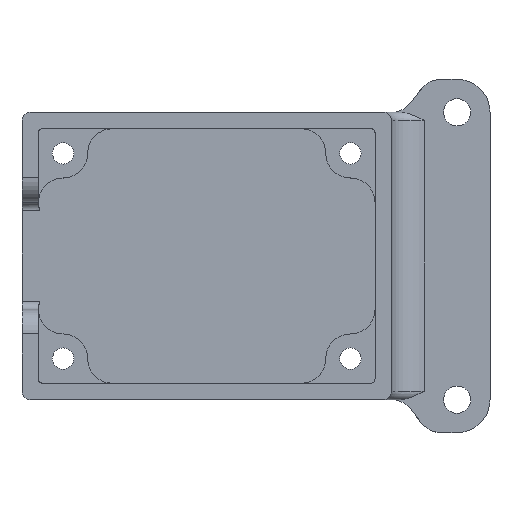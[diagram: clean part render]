
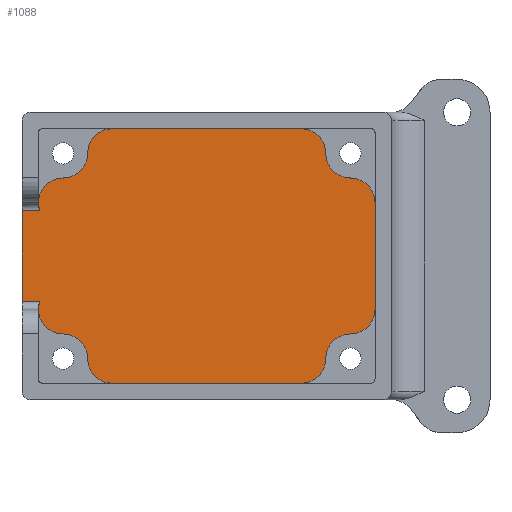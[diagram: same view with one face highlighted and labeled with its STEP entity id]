
A CAD part, top view. The second image highlights one B-rep face of the part: STEP entity #1088.
In plain terms, the highlighted planar face has unit normal (0, 0, 1).
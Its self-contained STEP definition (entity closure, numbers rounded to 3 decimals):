
#35=PLANE('',#1162);
#58=FACE_OUTER_BOUND('',#117,.T.);
#117=EDGE_LOOP('',(#724,#725,#726,#727,#728,#729,#730,#731,#732,#733,#734,
#735,#736,#737,#738,#739,#740,#741));
#188=CIRCLE('',#1163,3.);
#189=CIRCLE('',#1164,3.);
#190=CIRCLE('',#1165,3.);
#191=CIRCLE('',#1166,3.);
#192=CIRCLE('',#1167,3.);
#193=CIRCLE('',#1168,3.);
#194=CIRCLE('',#1169,3.);
#195=CIRCLE('',#1170,3.);
#196=CIRCLE('',#1171,3.);
#197=CIRCLE('',#1172,3.);
#198=CIRCLE('',#1173,3.);
#199=CIRCLE('',#1174,3.);
#253=LINE('',#1639,#346);
#255=LINE('',#1651,#348);
#256=LINE('',#1659,#349);
#257=LINE('',#1667,#350);
#258=LINE('',#1675,#351);
#259=LINE('',#1676,#352);
#346=VECTOR('',#1287,10.);
#348=VECTOR('',#1299,10.);
#349=VECTOR('',#1306,10.);
#350=VECTOR('',#1313,10.);
#351=VECTOR('',#1320,10.);
#352=VECTOR('',#1321,10.);
#444=VERTEX_POINT('',#1627);
#445=VERTEX_POINT('',#1638);
#447=VERTEX_POINT('',#1644);
#448=VERTEX_POINT('',#1646);
#449=VERTEX_POINT('',#1648);
#450=VERTEX_POINT('',#1650);
#451=VERTEX_POINT('',#1652);
#452=VERTEX_POINT('',#1654);
#453=VERTEX_POINT('',#1656);
#454=VERTEX_POINT('',#1658);
#455=VERTEX_POINT('',#1660);
#456=VERTEX_POINT('',#1662);
#457=VERTEX_POINT('',#1664);
#458=VERTEX_POINT('',#1666);
#459=VERTEX_POINT('',#1668);
#460=VERTEX_POINT('',#1670);
#461=VERTEX_POINT('',#1672);
#462=VERTEX_POINT('',#1674);
#554=EDGE_CURVE('',#444,#445,#253,.T.);
#557=EDGE_CURVE('',#444,#447,#188,.T.);
#558=EDGE_CURVE('',#447,#448,#189,.T.);
#559=EDGE_CURVE('',#448,#449,#190,.T.);
#560=EDGE_CURVE('',#449,#450,#255,.T.);
#561=EDGE_CURVE('',#450,#451,#191,.T.);
#562=EDGE_CURVE('',#451,#452,#192,.T.);
#563=EDGE_CURVE('',#452,#453,#193,.T.);
#564=EDGE_CURVE('',#453,#454,#256,.T.);
#565=EDGE_CURVE('',#454,#455,#194,.T.);
#566=EDGE_CURVE('',#455,#456,#195,.T.);
#567=EDGE_CURVE('',#456,#457,#196,.T.);
#568=EDGE_CURVE('',#457,#458,#257,.T.);
#569=EDGE_CURVE('',#458,#459,#197,.T.);
#570=EDGE_CURVE('',#459,#460,#198,.T.);
#571=EDGE_CURVE('',#460,#461,#199,.T.);
#572=EDGE_CURVE('',#462,#461,#258,.T.);
#573=EDGE_CURVE('',#445,#462,#259,.T.);
#724=ORIENTED_EDGE('',*,*,#554,.F.);
#725=ORIENTED_EDGE('',*,*,#557,.T.);
#726=ORIENTED_EDGE('',*,*,#558,.T.);
#727=ORIENTED_EDGE('',*,*,#559,.T.);
#728=ORIENTED_EDGE('',*,*,#560,.T.);
#729=ORIENTED_EDGE('',*,*,#561,.T.);
#730=ORIENTED_EDGE('',*,*,#562,.T.);
#731=ORIENTED_EDGE('',*,*,#563,.T.);
#732=ORIENTED_EDGE('',*,*,#564,.T.);
#733=ORIENTED_EDGE('',*,*,#565,.T.);
#734=ORIENTED_EDGE('',*,*,#566,.T.);
#735=ORIENTED_EDGE('',*,*,#567,.T.);
#736=ORIENTED_EDGE('',*,*,#568,.T.);
#737=ORIENTED_EDGE('',*,*,#569,.T.);
#738=ORIENTED_EDGE('',*,*,#570,.T.);
#739=ORIENTED_EDGE('',*,*,#571,.T.);
#740=ORIENTED_EDGE('',*,*,#572,.F.);
#741=ORIENTED_EDGE('',*,*,#573,.F.);
#1088=ADVANCED_FACE('',(#58),#35,.T.);
#1162=AXIS2_PLACEMENT_3D('',#1643,#1291,#1292);
#1163=AXIS2_PLACEMENT_3D('',#1645,#1293,#1294);
#1164=AXIS2_PLACEMENT_3D('',#1647,#1295,#1296);
#1165=AXIS2_PLACEMENT_3D('',#1649,#1297,#1298);
#1166=AXIS2_PLACEMENT_3D('',#1653,#1300,#1301);
#1167=AXIS2_PLACEMENT_3D('',#1655,#1302,#1303);
#1168=AXIS2_PLACEMENT_3D('',#1657,#1304,#1305);
#1169=AXIS2_PLACEMENT_3D('',#1661,#1307,#1308);
#1170=AXIS2_PLACEMENT_3D('',#1663,#1309,#1310);
#1171=AXIS2_PLACEMENT_3D('',#1665,#1311,#1312);
#1172=AXIS2_PLACEMENT_3D('',#1669,#1314,#1315);
#1173=AXIS2_PLACEMENT_3D('',#1671,#1316,#1317);
#1174=AXIS2_PLACEMENT_3D('',#1673,#1318,#1319);
#1287=DIRECTION('',(-1.,0.,0.));
#1291=DIRECTION('center_axis',(0.,0.,1.));
#1292=DIRECTION('ref_axis',(0.,-1.,0.));
#1293=DIRECTION('center_axis',(0.,0.,1.));
#1294=DIRECTION('ref_axis',(-1.,0.,0.));
#1295=DIRECTION('center_axis',(0.,0.,-1.));
#1296=DIRECTION('ref_axis',(1.,0.,0.));
#1297=DIRECTION('center_axis',(0.,0.,1.));
#1298=DIRECTION('ref_axis',(-1.,0.,0.));
#1299=DIRECTION('',(1.,0.,0.));
#1300=DIRECTION('center_axis',(0.,0.,1.));
#1301=DIRECTION('ref_axis',(0.,-1.,0.));
#1302=DIRECTION('center_axis',(0.,0.,-1.));
#1303=DIRECTION('ref_axis',(0.,1.,0.));
#1304=DIRECTION('center_axis',(0.,0.,1.));
#1305=DIRECTION('ref_axis',(0.,-1.,0.));
#1306=DIRECTION('',(0.,1.,0.));
#1307=DIRECTION('center_axis',(0.,0.,1.));
#1308=DIRECTION('ref_axis',(1.,0.,0.));
#1309=DIRECTION('center_axis',(0.,0.,-1.));
#1310=DIRECTION('ref_axis',(-1.,0.,0.));
#1311=DIRECTION('center_axis',(0.,0.,1.));
#1312=DIRECTION('ref_axis',(1.,0.,0.));
#1313=DIRECTION('',(-1.,0.,0.));
#1314=DIRECTION('center_axis',(0.,0.,1.));
#1315=DIRECTION('ref_axis',(0.,1.,0.));
#1316=DIRECTION('center_axis',(0.,0.,-1.));
#1317=DIRECTION('ref_axis',(0.,-1.,0.));
#1318=DIRECTION('center_axis',(0.,0.,1.));
#1319=DIRECTION('ref_axis',(0.,1.,0.));
#1320=DIRECTION('',(1.,0.,0.));
#1321=DIRECTION('',(0.,1.,0.));
#1627=CARTESIAN_POINT('',(-26.828,-5.5,-9.));
#1638=CARTESIAN_POINT('',(-29.,-5.5,-9.));
#1639=CARTESIAN_POINT('',(-17.75,-5.5,-9.));
#1643=CARTESIAN_POINT('Origin',(-6.5,0.,-9.));
#1644=CARTESIAN_POINT('',(-24.,-9.5,-9.));
#1645=CARTESIAN_POINT('Origin',(-24.,-6.5,-9.));
#1646=CARTESIAN_POINT('',(-21.,-12.5,-9.));
#1647=CARTESIAN_POINT('Origin',(-24.,-12.5,-9.));
#1648=CARTESIAN_POINT('',(-18.,-15.5,-9.));
#1649=CARTESIAN_POINT('Origin',(-18.,-12.5,-9.));
#1650=CARTESIAN_POINT('',(5.,-15.5,-9.));
#1651=CARTESIAN_POINT('',(14.,-15.5,-9.));
#1652=CARTESIAN_POINT('',(8.,-12.5,-9.));
#1653=CARTESIAN_POINT('Origin',(5.,-12.5,-9.));
#1654=CARTESIAN_POINT('',(11.,-9.5,-9.));
#1655=CARTESIAN_POINT('Origin',(11.,-12.5,-9.));
#1656=CARTESIAN_POINT('',(14.,-6.5,-9.));
#1657=CARTESIAN_POINT('Origin',(11.,-6.5,-9.));
#1658=CARTESIAN_POINT('',(14.,6.5,-9.));
#1659=CARTESIAN_POINT('',(14.,15.5,-9.));
#1660=CARTESIAN_POINT('',(11.,9.5,-9.));
#1661=CARTESIAN_POINT('Origin',(11.,6.5,-9.));
#1662=CARTESIAN_POINT('',(8.,12.5,-9.));
#1663=CARTESIAN_POINT('Origin',(11.,12.5,-9.));
#1664=CARTESIAN_POINT('',(5.,15.5,-9.));
#1665=CARTESIAN_POINT('Origin',(5.,12.5,-9.));
#1666=CARTESIAN_POINT('',(-18.,15.5,-9.));
#1667=CARTESIAN_POINT('',(-27.,15.5,-9.));
#1668=CARTESIAN_POINT('',(-21.,12.5,-9.));
#1669=CARTESIAN_POINT('Origin',(-18.,12.5,-9.));
#1670=CARTESIAN_POINT('',(-24.,9.5,-9.));
#1671=CARTESIAN_POINT('Origin',(-24.,12.5,-9.));
#1672=CARTESIAN_POINT('',(-26.828,5.5,-9.));
#1673=CARTESIAN_POINT('Origin',(-24.,6.5,-9.));
#1674=CARTESIAN_POINT('',(-29.,5.5,-9.));
#1675=CARTESIAN_POINT('',(-17.75,5.5,-9.));
#1676=CARTESIAN_POINT('',(-29.,5.5,-9.));
